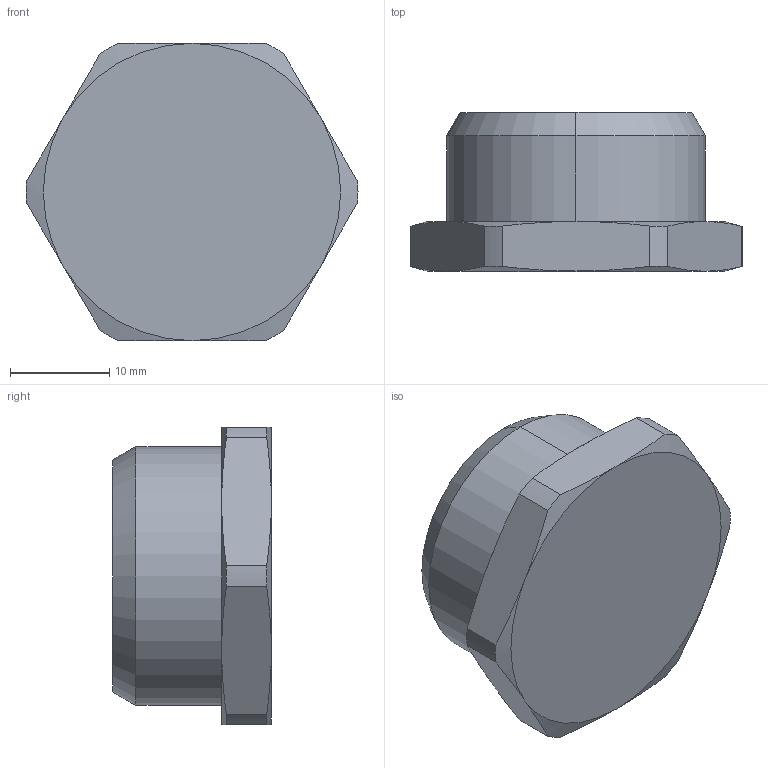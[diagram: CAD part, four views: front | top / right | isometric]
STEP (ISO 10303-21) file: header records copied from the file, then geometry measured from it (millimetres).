
FILE_DESCRIPTION(( 'RX.47.00.34.STEP' ), '1');
FILE_NAME( 'RX.47.00.34.STEP', '2018-10-10T17:11:21',( 'Sopra'),('sopra-pneumatic.com'), 'SwSTEP 2.0','SolidWorks 2009','' );
FILE_SCHEMA (( 'CONFIG_CONTROL_DESIGN' ));
Length unit declared in the file: millimetre
Products named in the file (1): RX.47.00.34
Bounding box: 33.5 x 16 x 30 mm (x, y, z)
Volume: 6186.1 mm3; surface area: 3462.8 mm2
Topology: 1 solids, 1 shells, 39 faces, 91 edges, 54 vertices
Faces by surface type: cone 19, cylinder 11, plane 9
Entity records: 1245 total; most frequent: CARTESIAN_POINT 303, DIRECTION 186, ORIENTED_EDGE 178, EDGE_CURVE 89, AXIS2_PLACEMENT_3D 81, VERTEX_POINT 54, CIRCLE 41, EDGE_LOOP 41
